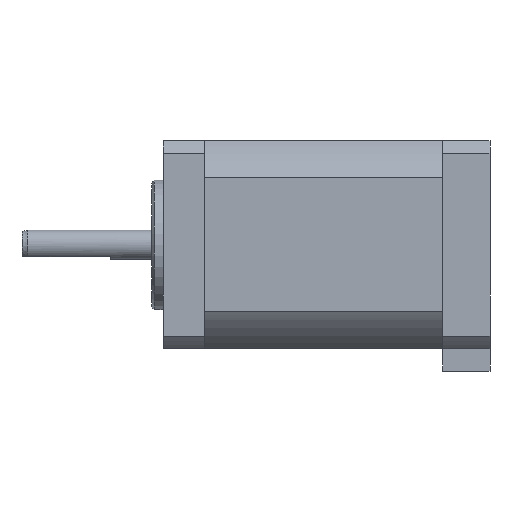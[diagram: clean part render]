
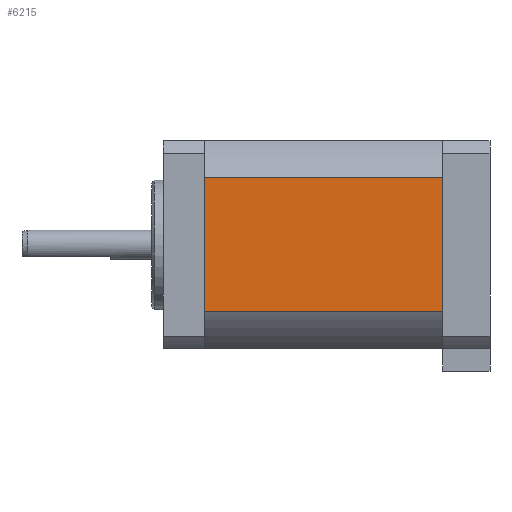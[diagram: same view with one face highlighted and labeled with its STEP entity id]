
A CAD part, left-side view. The second image highlights one B-rep face of the part: STEP entity #6215.
In plain terms, the highlighted planar face has unit normal (-1, 0, 0).
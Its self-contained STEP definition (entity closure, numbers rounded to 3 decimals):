
#1198 = ORIENTED_EDGE ( 'NONE', *, *, #5919, .F. ) ;
#1324 = EDGE_CURVE ( 'NONE', #3613, #3612, #4296, .T. ) ;
#1325 = EDGE_CURVE ( 'NONE', #3616, #3613, #4299, .T. ) ;
#1850 = ORIENTED_EDGE ( 'NONE', *, *, #1325, .F. ) ;
#1851 = ORIENTED_EDGE ( 'NONE', *, *, #5918, .T. ) ;
#1852 = ORIENTED_EDGE ( 'NONE', *, *, #1324, .F. ) ;
#2067 = VECTOR ( 'NONE', #7145, 1000. ) ;
#2069 = VECTOR ( 'NONE', #7148, 1000. ) ;
#2722 = PLANE ( 'NONE',  #5480 ) ;
#2723 = CARTESIAN_POINT ( 'NONE',  ( 0., 55.5, 2.135 ) ) ;
#2724 = DIRECTION ( 'NONE',  ( 1., 0., 0. ) ) ;
#2725 = DIRECTION ( 'NONE',  ( 0., 0., -1. ) ) ;
#3612 = VERTEX_POINT ( 'NONE', #8032 ) ;
#3613 = VERTEX_POINT ( 'NONE', #8033 ) ;
#3616 = VERTEX_POINT ( 'NONE', #8036 ) ;
#3618 = VERTEX_POINT ( 'NONE', #8038 ) ;
#4296 = LINE ( 'NONE', #4297, #7784 ) ;
#4297 = CARTESIAN_POINT ( 'NONE',  ( 0., 48.49, 35.3 ) ) ;
#4298 = DIRECTION ( 'NONE',  ( 0., 0., 1. ) ) ;
#4299 = LINE ( 'NONE', #4300, #7786 ) ;
#4300 = CARTESIAN_POINT ( 'NONE',  ( 0., 8., 6.271 ) ) ;
#4301 = DIRECTION ( 'NONE',  ( 0., 1., 0. ) ) ;
#5291 = EDGE_LOOP ( 'NONE', ( #1198, #1851, #1852, #1850 ) ) ;
#5477 = FACE_OUTER_BOUND ( 'NONE', #5291, .T. ) ;
#5480 = AXIS2_PLACEMENT_3D ( 'NONE', #2723, #2724, #2725 ) ;
#5918 = EDGE_CURVE ( 'NONE', #3618, #3612, #7143, .T. ) ;
#5919 = EDGE_CURVE ( 'NONE', #3618, #3616, #7146, .T. ) ;
#6215 = ADVANCED_FACE ( 'NONE', ( #5477 ), #2722, .F. ) ;
#7143 = LINE ( 'NONE', #7144, #2067 ) ;
#7144 = CARTESIAN_POINT ( 'NONE',  ( 0., 8., 29.029 ) ) ;
#7145 = DIRECTION ( 'NONE',  ( 0., 1., 0. ) ) ;
#7146 = LINE ( 'NONE', #7147, #2069 ) ;
#7147 = CARTESIAN_POINT ( 'NONE',  ( 0., 8.01, 35.3 ) ) ;
#7148 = DIRECTION ( 'NONE',  ( 0., 0., -1. ) ) ;
#7784 = VECTOR ( 'NONE', #4298, 1000. ) ;
#7786 = VECTOR ( 'NONE', #4301, 1000. ) ;
#8032 = CARTESIAN_POINT ( 'NONE',  ( 0., 48.49, 29.029 ) ) ;
#8033 = CARTESIAN_POINT ( 'NONE',  ( 0., 48.49, 6.271 ) ) ;
#8036 = CARTESIAN_POINT ( 'NONE',  ( 0., 8.01, 6.271 ) ) ;
#8038 = CARTESIAN_POINT ( 'NONE',  ( 0., 8.01, 29.029 ) ) ;
